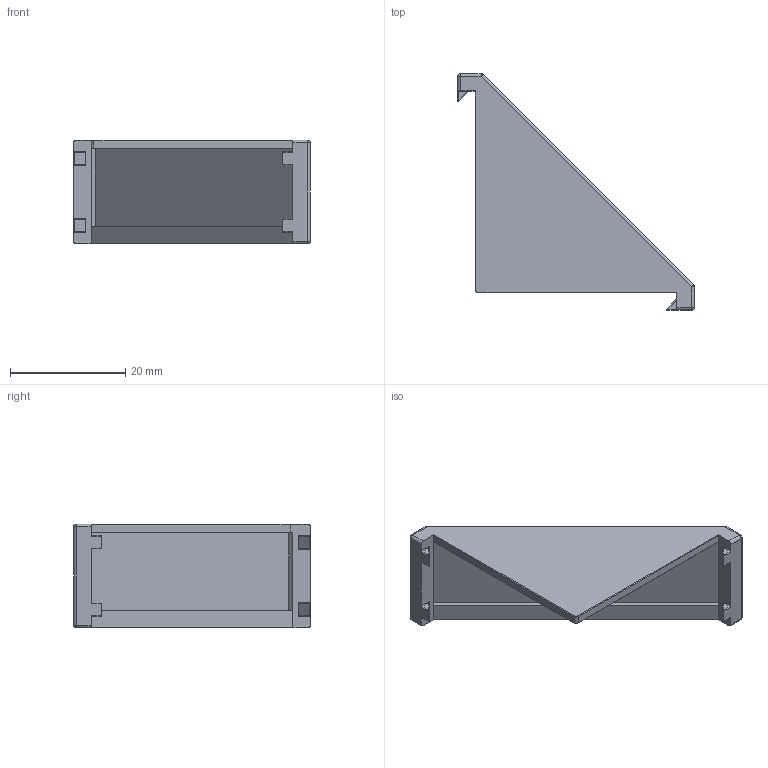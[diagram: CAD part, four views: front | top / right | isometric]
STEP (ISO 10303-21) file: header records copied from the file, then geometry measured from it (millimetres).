
FILE_DESCRIPTION((''),'2;1');
FILE_NAME('AR3579.stp','2016-12-13T14:44:28',('Envy'),(''),'Autodesk Inventor 2013','Autodesk Inventor 2013','');
FILE_SCHEMA(('AUTOMOTIVE_DESIGN { 1 0 10303 214 1 1 1 1 }'));
Length unit declared in the file: millimetre
Products named in the file (1): AR3579
Bounding box: 41 x 41 x 18 mm (x, y, z)
Volume: 3390.3 mm3; surface area: 3918.6 mm2
Topology: 1 solids, 1 shells, 122 faces, 276 edges, 156 vertices
Faces by surface type: cylinder 55, plane 29, sphere 16, bspline 12, torus 10
Entity records: 3755 total; most frequent: CARTESIAN_POINT 843, DIRECTION 626, ORIENTED_EDGE 552, EDGE_CURVE 276, AXIS2_PLACEMENT_3D 247, VERTEX_POINT 156, VECTOR 132, LINE 132
